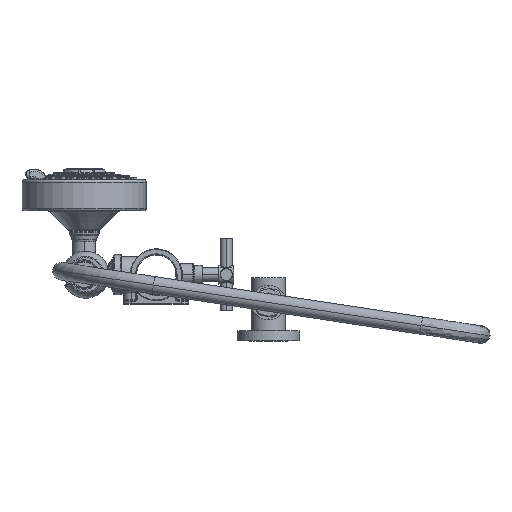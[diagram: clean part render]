
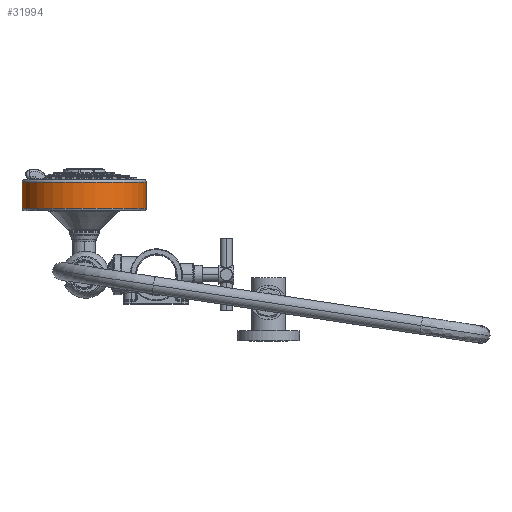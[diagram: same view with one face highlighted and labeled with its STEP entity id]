
A CAD part, front view. The second image highlights one B-rep face of the part: STEP entity #31994.
In plain terms, the highlighted cylindrical face has radius 50.8 mm (diameter 101.6 mm), a partial arc.
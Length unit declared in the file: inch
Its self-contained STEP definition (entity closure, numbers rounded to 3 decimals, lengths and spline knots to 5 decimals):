
#5055=CARTESIAN_POINT('',(-2.32092,7.605,5.10554));
#5056=DIRECTION('',(0.,0.,-1.));
#5057=DIRECTION('',(1.,0.,0.));
#5058=AXIS2_PLACEMENT_3D('',#5055,#5056,#5057);
#5060=CARTESIAN_POINT('',(-2.32092,7.605,4.26146));
#5061=DIRECTION('',(0.,0.,1.));
#5062=DIRECTION('',(-1.,0.,0.));
#5063=AXIS2_PLACEMENT_3D('',#5060,#5061,#5062);
#5080=DIRECTION('',(0.,0.,1.));
#5081=VECTOR('',#5080,0.84408);
#5082=CARTESIAN_POINT('',(-4.32092,7.605,4.26146));
#5083=LINE('',#5082,#5081);
#5089=DIRECTION('',(0.,0.,1.));
#5090=VECTOR('',#5089,0.84408);
#5091=CARTESIAN_POINT('',(-0.32092,7.605,4.26146));
#5092=LINE('',#5091,#5090);
#22804=CARTESIAN_POINT('',(-4.32092,7.605,4.26146));
#22806=VERTEX_POINT('',#22804);
#22808=CARTESIAN_POINT('',(-0.32092,7.605,4.26146));
#22810=VERTEX_POINT('',#22808);
#22823=CARTESIAN_POINT('',(-0.32092,7.605,5.10554));
#22824=CARTESIAN_POINT('',(-4.32092,7.605,5.10554));
#22825=VERTEX_POINT('',#22823);
#22826=VERTEX_POINT('',#22824);
#31980=CARTESIAN_POINT('',(-2.32092,7.605,3.47836));
#31981=DIRECTION('',(0.,0.,1.));
#31982=DIRECTION('',(-1.,0.,0.));
#31983=AXIS2_PLACEMENT_3D('',#31980,#31981,#31982);
#31984=CYLINDRICAL_SURFACE('',#31983,2.);
#31986=ORIENTED_EDGE('',*,*,#31985,.F.);
#31988=ORIENTED_EDGE('',*,*,#31987,.F.);
#31989=ORIENTED_EDGE('',*,*,#31973,.F.);
#31991=ORIENTED_EDGE('',*,*,#31990,.T.);
#31992=EDGE_LOOP('',(#31986,#31988,#31989,#31991));
#31993=FACE_OUTER_BOUND('',#31992,.F.);
#31994=ADVANCED_FACE('',(#31993),#31984,.T.);
#5059=CIRCLE('',#5058,2.);
#5064=CIRCLE('',#5063,2.);
#31973=EDGE_CURVE('',#22806,#22810,#5064,.T.);
#31985=EDGE_CURVE('',#22825,#22826,#5059,.T.);
#31987=EDGE_CURVE('',#22810,#22825,#5092,.T.);
#31990=EDGE_CURVE('',#22806,#22826,#5083,.T.);
